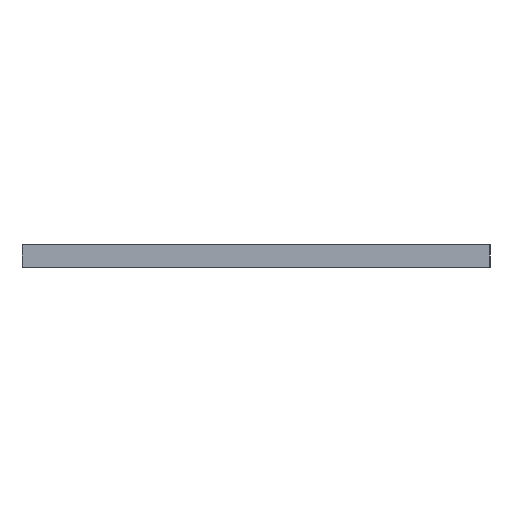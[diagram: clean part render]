
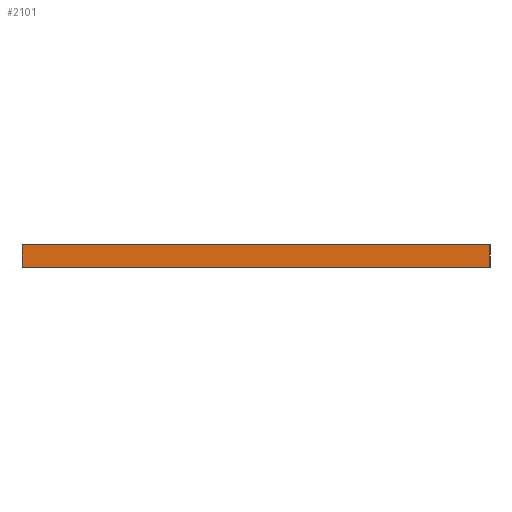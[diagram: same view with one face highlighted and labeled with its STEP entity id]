
A CAD part, left-side view. The second image highlights one B-rep face of the part: STEP entity #2101.
In plain terms, the highlighted planar face has unit normal (-1, 0, 0).
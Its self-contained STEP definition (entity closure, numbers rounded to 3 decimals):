
#13=DIRECTION('',(0.,-1.,0.));
#14=VECTOR('',#13,400.);
#15=CARTESIAN_POINT('',(0.,400.,0.));
#16=LINE('',#15,#14);
#277=DIRECTION('',(0.,0.,1.));
#278=VECTOR('',#277,19.);
#279=CARTESIAN_POINT('',(0.,0.,0.));
#280=LINE('',#279,#278);
#281=DIRECTION('',(0.,0.,1.));
#282=VECTOR('',#281,19.);
#283=CARTESIAN_POINT('',(0.,400.,0.));
#284=LINE('',#283,#282);
#297=DIRECTION('',(0.,-1.,0.));
#298=VECTOR('',#297,400.);
#299=CARTESIAN_POINT('',(0.,400.,19.));
#300=LINE('',#299,#298);
#1477=CARTESIAN_POINT('',(0.,0.,0.));
#1479=VERTEX_POINT('',#1477);
#1483=CARTESIAN_POINT('',(0.,400.,0.));
#1484=VERTEX_POINT('',#1483);
#1485=CARTESIAN_POINT('',(0.,0.,19.));
#1487=VERTEX_POINT('',#1485);
#1491=CARTESIAN_POINT('',(0.,400.,19.));
#1492=VERTEX_POINT('',#1491);
#2088=CARTESIAN_POINT('',(0.,400.,0.));
#2089=DIRECTION('',(-1.,0.,0.));
#2090=DIRECTION('',(0.,-1.,0.));
#2091=AXIS2_PLACEMENT_3D('',#2088,#2089,#2090);
#2092=PLANE('',#2091);
#2093=ORIENTED_EDGE('',*,*,#1912,.F.);
#2095=ORIENTED_EDGE('',*,*,#2094,.T.);
#2097=ORIENTED_EDGE('',*,*,#2096,.T.);
#2098=ORIENTED_EDGE('',*,*,#2079,.F.);
#2099=EDGE_LOOP('',(#2093,#2095,#2097,#2098));
#2100=FACE_OUTER_BOUND('',#2099,.F.);
#2101=ADVANCED_FACE('',(#2100),#2092,.T.);
#1912=EDGE_CURVE('',#1484,#1479,#16,.T.);
#2079=EDGE_CURVE('',#1479,#1487,#280,.T.);
#2094=EDGE_CURVE('',#1484,#1492,#284,.T.);
#2096=EDGE_CURVE('',#1492,#1487,#300,.T.);
